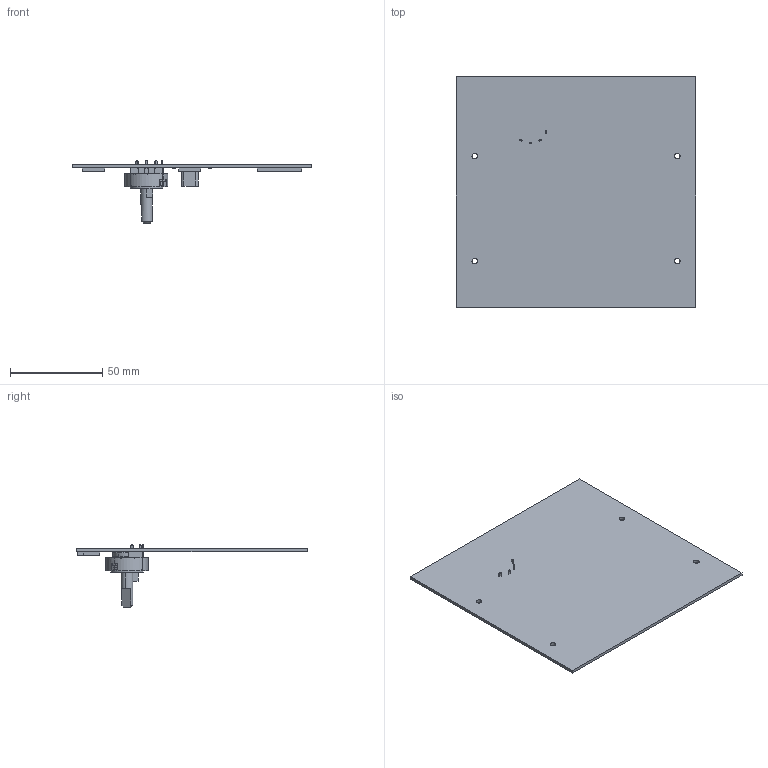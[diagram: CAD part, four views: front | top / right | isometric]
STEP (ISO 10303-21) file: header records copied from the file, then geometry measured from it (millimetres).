
FILE_DESCRIPTION(/* description */ (''),/* implementation_level */ '2;1');
FILE_NAME(/* name */ 'EB-01 main_board',/* time_stamp */ '2025-01-21T20:48:18-08:00',/* author */ (''),/* organization */ (''),/* preprocessor_version */ 'ST-DEVELOPER v16.5',/* originating_system */ 'Rhino 7.37',/* authorisation */ '');
FILE_SCHEMA (('CONFIG_CONTROL_DESIGN'));
Length unit declared in the file: millimetre
Products named in the file (1): Document
Bounding box: 130 x 125 x 33.81 mm (x, y, z)
Volume: 30610.2 mm3; surface area: 38950.7 mm2
Topology: 17 solids, 17 shells, 759 faces, 2175 edges, 1443 vertices
Faces by surface type: plane 672, cylinder 54, bspline 33
Entity records: 22304 total; most frequent: CARTESIAN_POINT 7622, ORIENTED_EDGE 4350, EDGE_CURVE 2175, B_SPLINE_CURVE_WITH_KNOTS 1997, VERTEX_POINT 1443, EDGE_LOOP 818, ADVANCED_FACE 759, FACE_OUTER_BOUND 759
